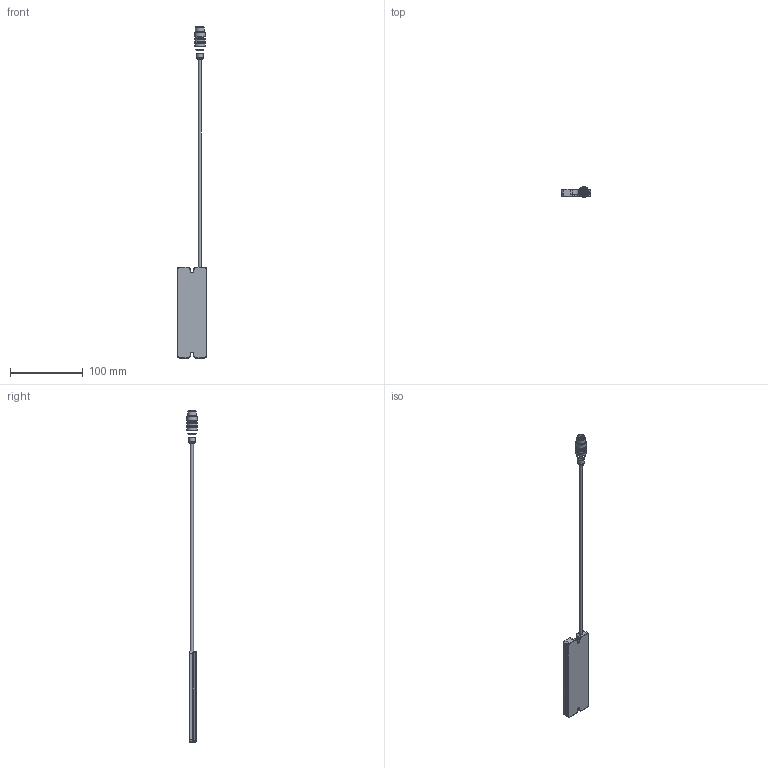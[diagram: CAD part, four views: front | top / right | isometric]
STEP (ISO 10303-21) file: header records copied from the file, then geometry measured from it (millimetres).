
FILE_DESCRIPTION(/* description */ (''),/* implementation_level */ '2;1');
FILE_NAME(/* name */ 'SB-RGB-126.stp',/* time_stamp */ '2019-02-15T07:30:03+01:00',/* author */ ('S. Sandt'),/* organization */ ('di-soric GmbH & Co. KG'),/* preprocessor_version */ 'ST-DEVELOPER v17.2',/* originating_system */ 'Autodesk Inventor 2019',/* authorisation */ '');
FILE_SCHEMA (('AUTOMOTIVE_DESIGN { 1 0 10303 214 3 1 1 }'));
Length unit declared in the file: millimetre
Products named in the file (1): SB-RGB-126
Bounding box: 40 x 14.5 x 456.75 mm (x, y, z)
Volume: 56748.9 mm3; surface area: 20076.7 mm2
Topology: 1 solids, 1 shells, 200 faces, 511 edges, 337 vertices
Faces by surface type: plane 72, cylinder 67, cone 31, torus 24, bspline 6
Full cylindrical faces by diameter (mm): 1 x5, 1.03 x5, 2 x1, 4.2 x1, 4.5 x1, 8.3 x1, 8.8 x1, 9.4 x1, 10.3 x1, 10.7 x1, 10.773 x1, 12 x1, 14.2 x2, 14.5 x4
Entity records: 6771 total; most frequent: CARTESIAN_POINT 1487, DIRECTION 1174, ORIENTED_EDGE 1022, EDGE_CURVE 511, AXIS2_PLACEMENT_3D 481, VERTEX_POINT 337, CIRCLE 284, EDGE_LOOP 224
